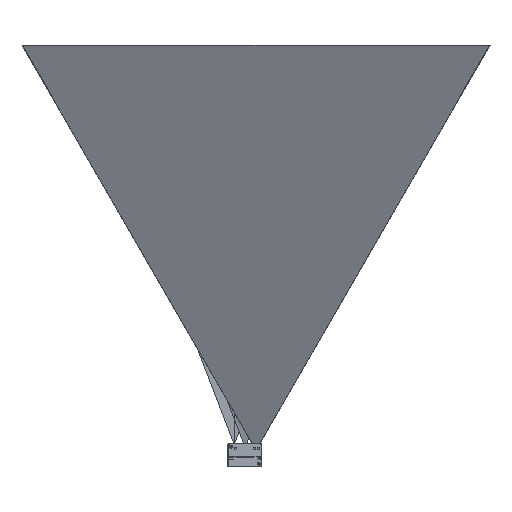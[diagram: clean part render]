
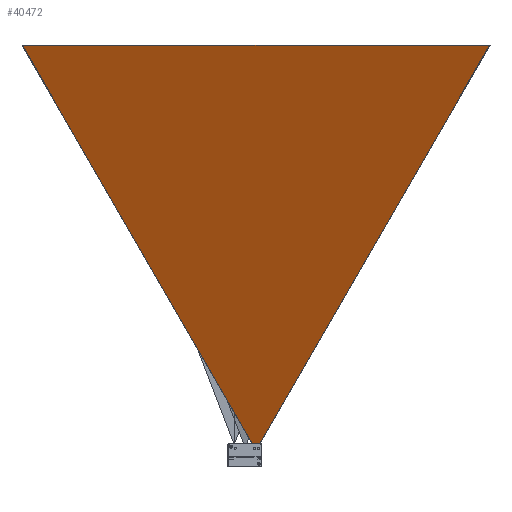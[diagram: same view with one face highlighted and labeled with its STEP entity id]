
A CAD part, front view. The second image highlights one B-rep face of the part: STEP entity #40472.
In plain terms, the highlighted planar face has unit normal (0, -0.906, -0.423).
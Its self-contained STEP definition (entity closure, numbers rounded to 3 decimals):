
#40358=DIRECTION('',(0.464,0.374,-0.803));
#40359=VECTOR('',#40358,311.325);
#40360=CARTESIAN_POINT('',(-139.838,-118.777,264.));
#40361=LINE('',#40360,#40359);
#40374=DIRECTION('',(1.,0.,0.));
#40375=VECTOR('',#40374,5.);
#40376=CARTESIAN_POINT('',(4.5,-2.2,14.));
#40377=LINE('',#40376,#40375);
#40378=DIRECTION('',(1.,0.,0.));
#40379=VECTOR('',#40378,293.675);
#40380=CARTESIAN_POINT('',(-139.838,-118.777,264.));
#40381=LINE('',#40380,#40379);
#40390=DIRECTION('',(0.464,-0.374,0.803));
#40391=VECTOR('',#40390,311.325);
#40392=CARTESIAN_POINT('',(9.5,-2.2,14.));
#40393=LINE('',#40392,#40391);
#40402=CARTESIAN_POINT('',(-139.838,-118.777,264.));
#40403=CARTESIAN_POINT('',(4.5,-2.2,14.));
#40404=VERTEX_POINT('',#40402);
#40405=VERTEX_POINT('',#40403);
#40408=CARTESIAN_POINT('',(9.5,-2.2,14.));
#40409=VERTEX_POINT('',#40408);
#40412=CARTESIAN_POINT('',(153.838,-118.777,264.));
#40413=VERTEX_POINT('',#40412);
#40459=CARTESIAN_POINT('',(248.5,-2.2,14.));
#40460=DIRECTION('',(0.,-0.906,-0.423));
#40461=DIRECTION('',(0.,-0.423,0.906));
#40462=AXIS2_PLACEMENT_3D('',#40459,#40460,#40461);
#40463=PLANE('',#40462);
#40464=ORIENTED_EDGE('',*,*,#40423,.F.);
#40466=ORIENTED_EDGE('',*,*,#40465,.T.);
#40468=ORIENTED_EDGE('',*,*,#40467,.F.);
#40469=ORIENTED_EDGE('',*,*,#40452,.F.);
#40470=EDGE_LOOP('',(#40464,#40466,#40468,#40469));
#40471=FACE_OUTER_BOUND('',#40470,.F.);
#40423=EDGE_CURVE('',#40404,#40405,#40361,.T.);
#40452=EDGE_CURVE('',#40405,#40409,#40377,.T.);
#40465=EDGE_CURVE('',#40404,#40413,#40381,.T.);
#40467=EDGE_CURVE('',#40409,#40413,#40393,.T.);
#40472=ADVANCED_FACE('',(#40471),#40463,.T.);
